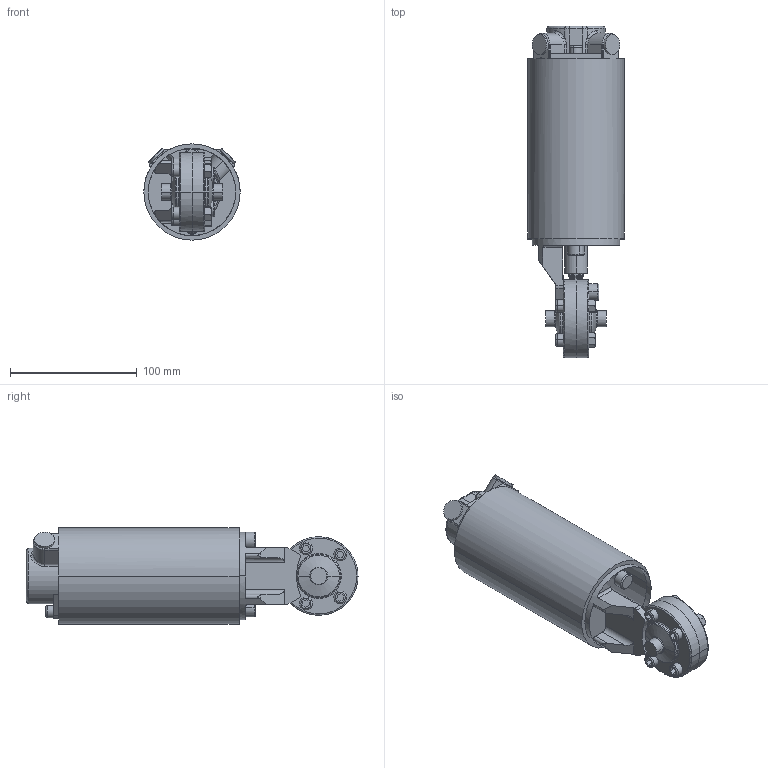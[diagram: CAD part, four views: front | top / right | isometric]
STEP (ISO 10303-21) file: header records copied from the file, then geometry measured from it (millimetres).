
FILE_DESCRIPTION (( 'STEP AP214' ), '1' );
FILE_NAME ('4501010130-041.STEP', '2016-03-07T15:09:55', ( 'install' ), ( 'Microsoft' ), 'SwSTEP 2.0', 'SolidWorks 2015', '' );
FILE_SCHEMA (( 'AUTOMOTIVE_DESIGN' ));
Length unit declared in the file: millimetre
Products named in the file (1): 4501010130-041
Bounding box: 76.1 x 262.3 x 76.1 mm (x, y, z)
Volume: 820302.3 mm3; surface area: 71715.8 mm2
Topology: 1 solids, 1 shells, 715 faces, 1838 edges, 1162 vertices
Faces by surface type: plane 282, bspline 221, cylinder 97, cone 65, torus 50
Entity records: 30574 total; most frequent: CARTESIAN_POINT 11195, ORIENTED_EDGE 3668, DIRECTION 2611, EDGE_CURVE 1834, VERTEX_POINT 1162, VECTOR 887, LINE 887, AXIS2_PLACEMENT_3D 862
